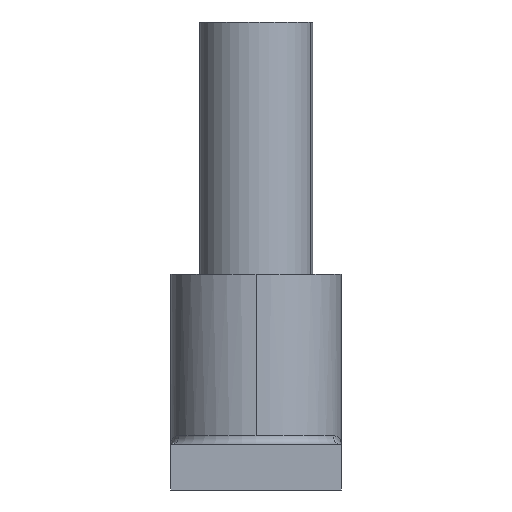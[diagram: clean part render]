
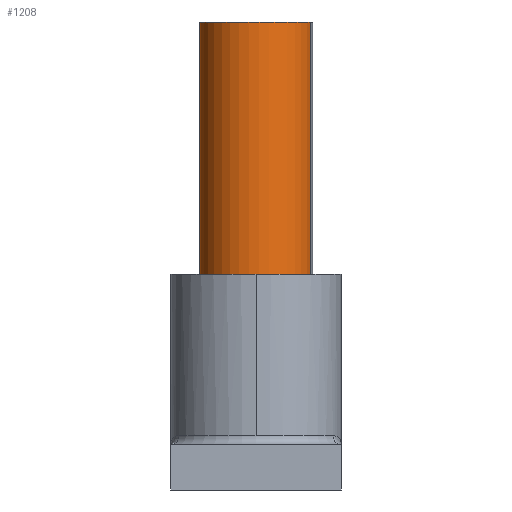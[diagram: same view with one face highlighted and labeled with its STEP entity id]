
A CAD part, left-side view. The second image highlights one B-rep face of the part: STEP entity #1208.
In plain terms, the highlighted cylindrical face has radius 3.175 mm (diameter 6.35 mm), a partial arc.
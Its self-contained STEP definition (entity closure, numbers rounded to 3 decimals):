
#1096=CARTESIAN_POINT('',(25.4,0.,0.));
#1097=DIRECTION('',(-1.,0.,0.));
#1098=DIRECTION('',(0.,0.,-1.));
#1099=AXIS2_PLACEMENT_3D('',#1096,#1097,#1098);
#1111=DIRECTION('',(1.,0.,0.));
#1112=VECTOR('',#1111,25.4);
#1113=CARTESIAN_POINT('',(0.,0.,-3.175));
#1114=LINE('',#1113,#1112);
#1115=DIRECTION('',(1.,0.,0.));
#1116=VECTOR('',#1115,25.4);
#1117=CARTESIAN_POINT('',(0.,0.,3.175));
#1118=LINE('',#1117,#1116);
#1119=CARTESIAN_POINT('',(0.,0.,0.));
#1120=DIRECTION('',(1.,0.,0.));
#1121=DIRECTION('',(0.,0.,1.));
#1122=AXIS2_PLACEMENT_3D('',#1119,#1120,#1121);
#1147=CARTESIAN_POINT('',(25.4,0.,3.175));
#1148=CARTESIAN_POINT('',(25.4,0.,-3.175));
#1149=VERTEX_POINT('',#1147);
#1150=VERTEX_POINT('',#1148);
#1155=CARTESIAN_POINT('',(0.,0.,3.175));
#1156=VERTEX_POINT('',#1155);
#1157=CARTESIAN_POINT('',(0.,0.,-3.175));
#1158=VERTEX_POINT('',#1157);
#1196=CARTESIAN_POINT('',(25.4,0.,0.));
#1197=DIRECTION('',(-1.,0.,0.));
#1198=DIRECTION('',(0.,0.,1.));
#1199=AXIS2_PLACEMENT_3D('',#1196,#1197,#1198);
#1200=CYLINDRICAL_SURFACE('',#1199,3.175);
#1201=ORIENTED_EDGE('',*,*,#1170,.F.);
#1202=ORIENTED_EDGE('',*,*,#1191,.F.);
#1204=ORIENTED_EDGE('',*,*,#1203,.F.);
#1205=ORIENTED_EDGE('',*,*,#1187,.T.);
#1206=EDGE_LOOP('',(#1201,#1202,#1204,#1205));
#1207=FACE_OUTER_BOUND('',#1206,.F.);
#1208=ADVANCED_FACE('',(#1207),#1200,.T.);
#1100=CIRCLE('',#1099,3.175);
#1123=CIRCLE('',#1122,3.175);
#1170=EDGE_CURVE('',#1150,#1149,#1100,.T.);
#1187=EDGE_CURVE('',#1156,#1149,#1118,.T.);
#1191=EDGE_CURVE('',#1158,#1150,#1114,.T.);
#1203=EDGE_CURVE('',#1156,#1158,#1123,.T.);
